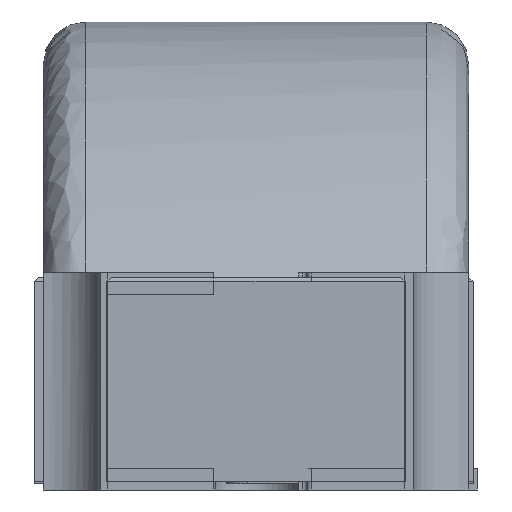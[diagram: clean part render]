
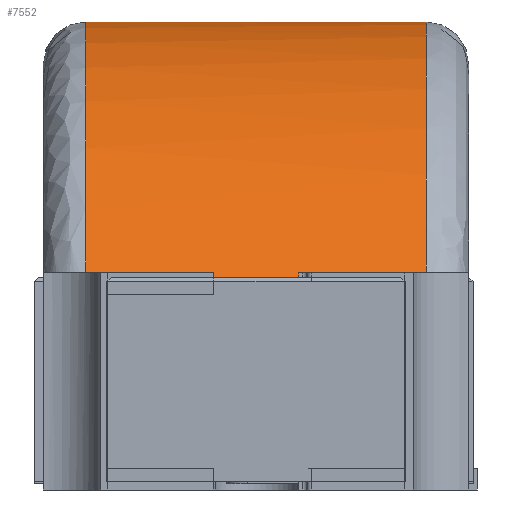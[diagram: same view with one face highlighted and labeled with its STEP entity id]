
A CAD part, left-side view. The second image highlights one B-rep face of the part: STEP entity #7552.
In plain terms, the highlighted free-form (B-spline) face has degree [1, 2] with [2, 5] control points.
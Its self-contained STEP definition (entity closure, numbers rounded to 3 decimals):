
#7367 = VERTEX_POINT('',#7368);
#7368 = CARTESIAN_POINT('',(-3.,-1.5,0.5));
#7394 = VERTEX_POINT('',#7395);
#7395 = CARTESIAN_POINT('',(-1.,-1.5,0.5));
#7408 = EDGE_CURVE('',#7394,#7367,#7409,.T.);
#7409 = ( BOUNDED_CURVE() B_SPLINE_CURVE(2,(#7410,#7411,#7412,#7413,
#7414),.UNSPECIFIED.,.F.,.F.) B_SPLINE_CURVE_WITH_KNOTS((3,2,3),(
-1.08,0.,1.08),.PIECEWISE_BEZIER_KNOTS.) CURVE() 
GEOMETRIC_REPRESENTATION_ITEM() RATIONAL_B_SPLINE_CURVE((1.,
0.858,1.,0.858,1.)) REPRESENTATION_ITEM('') );
#7410 = CARTESIAN_POINT('',(-1.,-1.5,0.5));
#7411 = CARTESIAN_POINT('',(-1.32,-1.5,
    1.1));
#7412 = CARTESIAN_POINT('',(-2.,-1.5,
    1.1));
#7413 = CARTESIAN_POINT('',(-2.68,-1.5,
    1.1));
#7414 = CARTESIAN_POINT('',(-3.,-1.5,0.5));
#7450 = VERTEX_POINT('',#7451);
#7451 = CARTESIAN_POINT('',(-1.,-0.7,0.5));
#7477 = VERTEX_POINT('',#7478);
#7478 = CARTESIAN_POINT('',(-3.,-0.7,0.5));
#7491 = EDGE_CURVE('',#7477,#7450,#7492,.T.);
#7492 = ( BOUNDED_CURVE() B_SPLINE_CURVE(2,(#7493,#7494,#7495,#7496,
#7497),.UNSPECIFIED.,.F.,.F.) B_SPLINE_CURVE_WITH_KNOTS((3,2,3),(
-1.08,0.,1.08),.PIECEWISE_BEZIER_KNOTS.) CURVE() 
GEOMETRIC_REPRESENTATION_ITEM() RATIONAL_B_SPLINE_CURVE((1.,
0.858,1.,0.858,1.)) REPRESENTATION_ITEM('') );
#7493 = CARTESIAN_POINT('',(-3.,-0.7,0.5));
#7494 = CARTESIAN_POINT('',(-2.68,-0.7,
    1.1));
#7495 = CARTESIAN_POINT('',(-2.,-0.7,
    1.1));
#7496 = CARTESIAN_POINT('',(-1.32,-0.7,
    1.1));
#7497 = CARTESIAN_POINT('',(-1.,-0.7,0.5));
#7535 = EDGE_CURVE('',#7477,#7367,#7536,.T.);
#7536 = B_SPLINE_CURVE_WITH_KNOTS('',1,(#7537,#7538),.UNSPECIFIED.,.F.,
  .F.,(2,2),(0.01,0.09),.PIECEWISE_BEZIER_KNOTS.);
#7537 = CARTESIAN_POINT('',(-3.,-0.7,0.5));
#7538 = CARTESIAN_POINT('',(-3.,-1.5,0.5));
#7543 = EDGE_CURVE('',#7450,#7394,#7544,.T.);
#7544 = B_SPLINE_CURVE_WITH_KNOTS('',1,(#7545,#7546),.UNSPECIFIED.,.F.,
  .F.,(2,2),(0.01,0.09),.PIECEWISE_BEZIER_KNOTS.);
#7545 = CARTESIAN_POINT('',(-1.,-0.7,0.5));
#7546 = CARTESIAN_POINT('',(-1.,-1.5,0.5));
#7552 = ADVANCED_FACE('',(#7553),#7559,.T.);
#7553 = FACE_BOUND('',#7554,.T.);
#7554 = EDGE_LOOP('',(#7555,#7556,#7557,#7558));
#7555 = ORIENTED_EDGE('',*,*,#7408,.F.);
#7556 = ORIENTED_EDGE('',*,*,#7543,.F.);
#7557 = ORIENTED_EDGE('',*,*,#7491,.F.);
#7558 = ORIENTED_EDGE('',*,*,#7535,.T.);
#7559 = ( BOUNDED_SURFACE() B_SPLINE_SURFACE(1,2,(
    (#7560,#7561,#7562,#7563,#7564)
    ,(#7565,#7566,#7567,#7568,#7569
)),.UNSPECIFIED.,.F.,.F.,.F.) B_SPLINE_SURFACE_WITH_KNOTS((2,2),(3,2,3),
  (0.088,0.794),(-2.161,-1.08,
    0.),.PIECEWISE_BEZIER_KNOTS.) 
GEOMETRIC_REPRESENTATION_ITEM() RATIONAL_B_SPLINE_SURFACE((
    (1.,0.858,1.,0.858,1.)
,(1.,0.858,1.,0.858,1.
))) REPRESENTATION_ITEM('') SURFACE() );
#7560 = CARTESIAN_POINT('',(-1.,-1.5,0.5));
#7561 = CARTESIAN_POINT('',(-1.32,-1.5,
    1.1));
#7562 = CARTESIAN_POINT('',(-2.,-1.5,
    1.1));
#7563 = CARTESIAN_POINT('',(-2.68,-1.5,
    1.1));
#7564 = CARTESIAN_POINT('',(-3.,-1.5,0.5));
#7565 = CARTESIAN_POINT('',(-1.,-0.7,0.5));
#7566 = CARTESIAN_POINT('',(-1.32,-0.7,
    1.1));
#7567 = CARTESIAN_POINT('',(-2.,-0.7,
    1.1));
#7568 = CARTESIAN_POINT('',(-2.68,-0.7,
    1.1));
#7569 = CARTESIAN_POINT('',(-3.,-0.7,0.5));
